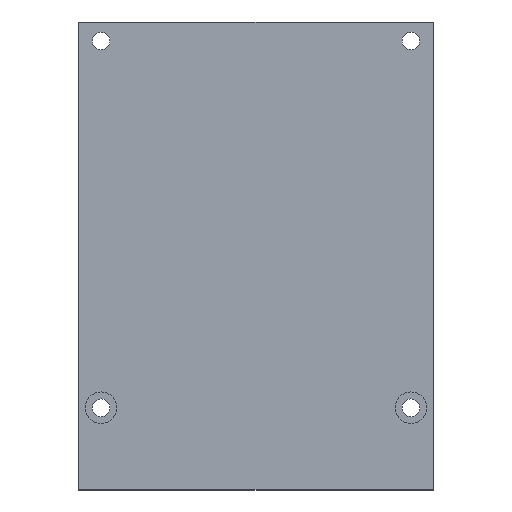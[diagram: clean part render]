
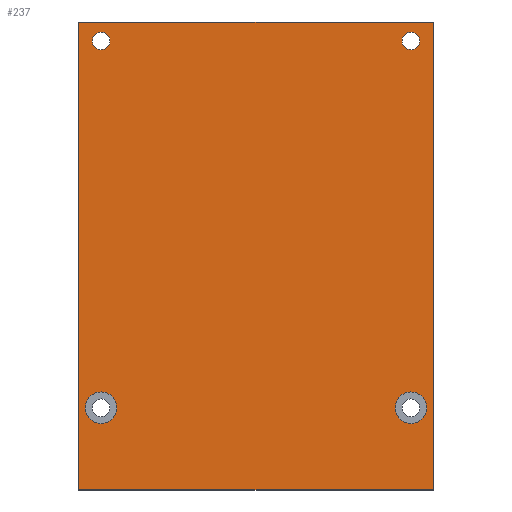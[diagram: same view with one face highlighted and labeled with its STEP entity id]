
A CAD part, top view. The second image highlights one B-rep face of the part: STEP entity #237.
In plain terms, the highlighted planar face has unit normal (0, 0, 1).
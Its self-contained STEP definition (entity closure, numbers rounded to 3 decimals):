
#21=FACE_BOUND('',#60,.T.);
#22=FACE_BOUND('',#61,.T.);
#23=FACE_BOUND('',#62,.T.);
#24=FACE_BOUND('',#63,.T.);
#31=CIRCLE('',#266,2.5);
#32=CIRCLE('',#267,2.5);
#33=CIRCLE('',#268,1.4);
#34=CIRCLE('',#269,1.4);
#45=FACE_OUTER_BOUND('',#59,.T.);
#59=EDGE_LOOP('',(#175,#176,#177,#178));
#60=EDGE_LOOP('',(#179));
#61=EDGE_LOOP('',(#180));
#62=EDGE_LOOP('',(#181));
#63=EDGE_LOOP('',(#182));
#82=LINE('',#367,#100);
#87=LINE('',#376,#105);
#88=LINE('',#379,#106);
#89=LINE('',#380,#107);
#100=VECTOR('',#294,1.);
#105=VECTOR('',#301,1.);
#106=VECTOR('',#304,1.);
#107=VECTOR('',#305,1.);
#118=VERTEX_POINT('',#364);
#119=VERTEX_POINT('',#366);
#122=VERTEX_POINT('',#374);
#123=VERTEX_POINT('',#378);
#124=VERTEX_POINT('',#381);
#125=VERTEX_POINT('',#383);
#126=VERTEX_POINT('',#385);
#127=VERTEX_POINT('',#387);
#138=EDGE_CURVE('',#118,#119,#82,.T.);
#143=EDGE_CURVE('',#118,#122,#87,.T.);
#144=EDGE_CURVE('',#122,#123,#88,.T.);
#145=EDGE_CURVE('',#119,#123,#89,.T.);
#146=EDGE_CURVE('',#124,#124,#31,.T.);
#147=EDGE_CURVE('',#125,#125,#32,.T.);
#148=EDGE_CURVE('',#126,#126,#33,.T.);
#149=EDGE_CURVE('',#127,#127,#34,.T.);
#175=ORIENTED_EDGE('',*,*,#138,.F.);
#176=ORIENTED_EDGE('',*,*,#143,.T.);
#177=ORIENTED_EDGE('',*,*,#144,.T.);
#178=ORIENTED_EDGE('',*,*,#145,.F.);
#179=ORIENTED_EDGE('',*,*,#146,.T.);
#180=ORIENTED_EDGE('',*,*,#147,.T.);
#181=ORIENTED_EDGE('',*,*,#148,.T.);
#182=ORIENTED_EDGE('',*,*,#149,.T.);
#229=PLANE('',#265);
#237=ADVANCED_FACE('',(#45,#21,#22,#23,#24),#229,.T.);
#265=AXIS2_PLACEMENT_3D('',#377,#302,#303);
#266=AXIS2_PLACEMENT_3D('',#382,#306,#307);
#267=AXIS2_PLACEMENT_3D('',#384,#308,#309);
#268=AXIS2_PLACEMENT_3D('',#386,#310,#311);
#269=AXIS2_PLACEMENT_3D('',#388,#312,#313);
#294=DIRECTION('',(0.,1.,0.));
#301=DIRECTION('',(1.,0.,0.));
#302=DIRECTION('center_axis',(0.,0.,1.));
#303=DIRECTION('ref_axis',(1.,0.,0.));
#304=DIRECTION('',(0.,1.,0.));
#305=DIRECTION('',(1.,0.,0.));
#306=DIRECTION('center_axis',(0.,0.,-1.));
#307=DIRECTION('ref_axis',(1.,0.,0.));
#308=DIRECTION('center_axis',(0.,0.,-1.));
#309=DIRECTION('ref_axis',(1.,0.,0.));
#310=DIRECTION('center_axis',(0.,0.,-1.));
#311=DIRECTION('ref_axis',(1.,0.,0.));
#312=DIRECTION('center_axis',(0.,0.,-1.));
#313=DIRECTION('ref_axis',(1.,0.,0.));
#364=CARTESIAN_POINT('',(-28.,-37.,1.));
#366=CARTESIAN_POINT('',(-28.,37.,1.));
#367=CARTESIAN_POINT('',(-28.,-37.,1.));
#374=CARTESIAN_POINT('',(28.,-37.,1.));
#376=CARTESIAN_POINT('',(-28.,-37.,1.));
#377=CARTESIAN_POINT('Origin',(-28.,-37.,1.));
#378=CARTESIAN_POINT('',(28.,37.,1.));
#379=CARTESIAN_POINT('',(28.,-37.,1.));
#380=CARTESIAN_POINT('',(-28.,37.,1.));
#381=CARTESIAN_POINT('',(-27.,-24.,1.));
#382=CARTESIAN_POINT('Origin',(-24.5,-24.,1.));
#383=CARTESIAN_POINT('',(22.,-24.,1.));
#384=CARTESIAN_POINT('Origin',(24.5,-24.,1.));
#385=CARTESIAN_POINT('',(-25.9,34.,1.));
#386=CARTESIAN_POINT('Origin',(-24.5,34.,1.));
#387=CARTESIAN_POINT('',(23.1,34.,1.));
#388=CARTESIAN_POINT('Origin',(24.5,34.,1.));
